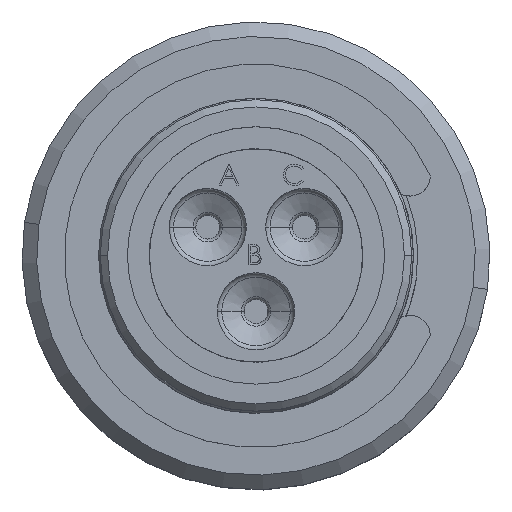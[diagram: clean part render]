
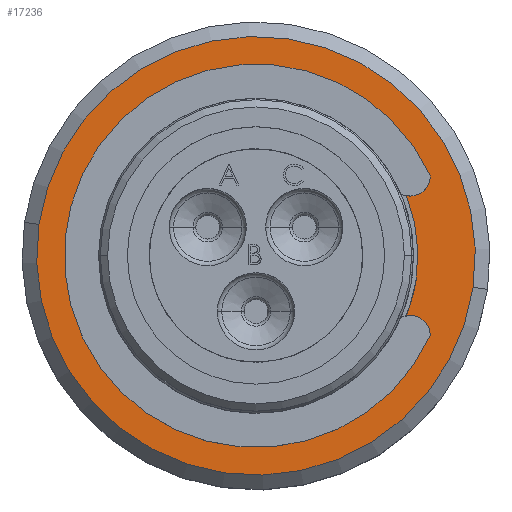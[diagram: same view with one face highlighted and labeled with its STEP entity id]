
A CAD part, top view. The second image highlights one B-rep face of the part: STEP entity #17236.
In plain terms, the highlighted planar face has unit normal (0, 0, 1).
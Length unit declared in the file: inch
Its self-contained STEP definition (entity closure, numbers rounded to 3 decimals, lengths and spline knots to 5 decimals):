
#1992 = CIRCLE ( 'NONE', #4461, 0.258 ) ;
#2894 = CIRCLE ( 'NONE', #29450, 0.02707 ) ;
#3341 = DIRECTION ( 'NONE',  ( 0., 0., -1. ) ) ;
#3625 = CARTESIAN_POINT ( 'NONE',  ( 0.20232, 0.08094, -0.32787 ) ) ;
#3795 = EDGE_CURVE ( 'NONE', #12972, #9470, #31049, .T. ) ;
#3853 = EDGE_CURVE ( 'NONE', #22401, #23902, #4346, .T. ) ;
#4346 = CIRCLE ( 'NONE', #25919, 0.02707 ) ;
#4355 = VERTEX_POINT ( 'NONE', #31136 ) ;
#4461 = AXIS2_PLACEMENT_3D ( 'NONE', #11484, #29829, #14137 ) ;
#4540 = CARTESIAN_POINT ( 'NONE',  ( 0.23455, -0.10748, -0.32787 ) ) ;
#4815 = AXIS2_PLACEMENT_3D ( 'NONE', #15008, #14561, #14524 ) ;
#6296 = CIRCLE ( 'NONE', #12064, 0.21791 ) ;
#6777 = DIRECTION ( 'NONE',  ( 0., 0., 1. ) ) ;
#7963 = EDGE_CURVE ( 'NONE', #4355, #28180, #9123, .T. ) ;
#8540 = ORIENTED_EDGE ( 'NONE', *, *, #17612, .F. ) ;
#9044 = CARTESIAN_POINT ( 'NONE',  ( 0.29223, -0.04228, -0.32787 ) ) ;
#9123 = CIRCLE ( 'NONE', #10674, 0.21791 ) ;
#9470 = VERTEX_POINT ( 'NONE', #9044 ) ;
#10252 = CARTESIAN_POINT ( 'NONE',  ( 0., 0., -0.32787 ) ) ;
#10674 = AXIS2_PLACEMENT_3D ( 'NONE', #10252, #28545, #12852 ) ;
#10976 = ORIENTED_EDGE ( 'NONE', *, *, #18968, .T. ) ;
#11229 = CARTESIAN_POINT ( 'NONE',  ( -0.29223, 0.04228, -0.32787 ) ) ;
#11316 = CARTESIAN_POINT ( 'NONE',  ( 0.20748, -0.10748, -0.32787 ) ) ;
#11484 = CARTESIAN_POINT ( 'NONE',  ( 0., 0., -0.32787 ) ) ;
#11818 = DIRECTION ( 'NONE',  ( 0., 0., 1. ) ) ;
#11927 = AXIS2_PLACEMENT_3D ( 'NONE', #22501, #6777, #25139 ) ;
#12064 = AXIS2_PLACEMENT_3D ( 'NONE', #19042, #3341, #21677 ) ;
#12119 = CARTESIAN_POINT ( 'NONE',  ( 0., 0., -0.32787 ) ) ;
#12852 = DIRECTION ( 'NONE',  ( 0.99, -0.143, 0. ) ) ;
#12972 = VERTEX_POINT ( 'NONE', #11229 ) ;
#13967 = DIRECTION ( 'NONE',  ( 1., 0., 0. ) ) ;
#14137 = DIRECTION ( 'NONE',  ( 1., 0., 0. ) ) ;
#14316 = FACE_BOUND ( 'NONE', #22414, .T. ) ;
#14524 = DIRECTION ( 'NONE',  ( -0.99, 0.143, 0. ) ) ;
#14561 = DIRECTION ( 'NONE',  ( 0., 0., 1. ) ) ;
#14690 = ORIENTED_EDGE ( 'NONE', *, *, #3853, .F. ) ;
#14744 = DIRECTION ( 'NONE',  ( -0.99, 0.143, 0. ) ) ;
#15008 = CARTESIAN_POINT ( 'NONE',  ( 0., 0., -0.32787 ) ) ;
#17236 = ADVANCED_FACE ( 'NONE', ( #20467, #14316 ), #30348, .T. ) ;
#17612 = EDGE_CURVE ( 'NONE', #23902, #30497, #1992, .T. ) ;
#18357 = ORIENTED_EDGE ( 'NONE', *, *, #20549, .F. ) ;
#18968 = EDGE_CURVE ( 'NONE', #22401, #4355, #6296, .T. ) ;
#19042 = CARTESIAN_POINT ( 'NONE',  ( 0., 0., -0.32787 ) ) ;
#19325 = CARTESIAN_POINT ( 'NONE',  ( 0.23453, 0.10752, -0.32787 ) ) ;
#19373 = AXIS2_PLACEMENT_3D ( 'NONE', #12119, #30457, #14744 ) ;
#20467 = FACE_OUTER_BOUND ( 'NONE', #21122, .T. ) ;
#20549 = EDGE_CURVE ( 'NONE', #30497, #28180, #2894, .T. ) ;
#21122 = EDGE_LOOP ( 'NONE', ( #28563, #25360 ) ) ;
#21238 = ORIENTED_EDGE ( 'NONE', *, *, #7963, .T. ) ;
#21677 = DIRECTION ( 'NONE',  ( 0.99, -0.143, 0. ) ) ;
#22401 = VERTEX_POINT ( 'NONE', #3625 ) ;
#22414 = EDGE_LOOP ( 'NONE', ( #14690, #10976, #21238, #18357, #8540 ) ) ;
#22501 = CARTESIAN_POINT ( 'NONE',  ( 0., 0., -0.32787 ) ) ;
#23161 = EDGE_CURVE ( 'NONE', #9470, #12972, #26385, .T. ) ;
#23902 = VERTEX_POINT ( 'NONE', #19325 ) ;
#25139 = DIRECTION ( 'NONE',  ( -0.99, 0.143, 0. ) ) ;
#25360 = ORIENTED_EDGE ( 'NONE', *, *, #3795, .T. ) ;
#25919 = AXIS2_PLACEMENT_3D ( 'NONE', #33558, #11818, #33453 ) ;
#26385 = CIRCLE ( 'NONE', #11927, 0.29528 ) ;
#28180 = VERTEX_POINT ( 'NONE', #32488 ) ;
#28545 = DIRECTION ( 'NONE',  ( 0., 0., -1. ) ) ;
#28563 = ORIENTED_EDGE ( 'NONE', *, *, #23161, .T. ) ;
#29450 = AXIS2_PLACEMENT_3D ( 'NONE', #11316, #29645, #13967 ) ;
#29645 = DIRECTION ( 'NONE',  ( 0., 0., 1. ) ) ;
#29829 = DIRECTION ( 'NONE',  ( 0., 0., 1. ) ) ;
#30348 = PLANE ( 'NONE',  #19373 ) ;
#30457 = DIRECTION ( 'NONE',  ( 0., 0., 1. ) ) ;
#30497 = VERTEX_POINT ( 'NONE', #4540 ) ;
#31049 = CIRCLE ( 'NONE', #4815, 0.29528 ) ;
#31136 = CARTESIAN_POINT ( 'NONE',  ( 0.21567, -0.03121, -0.32787 ) ) ;
#32488 = CARTESIAN_POINT ( 'NONE',  ( 0.20234, -0.08091, -0.32787 ) ) ;
#33453 = DIRECTION ( 'NONE',  ( 1., 0., 0. ) ) ;
#33558 = CARTESIAN_POINT ( 'NONE',  ( 0.20746, 0.10752, -0.32787 ) ) ;
